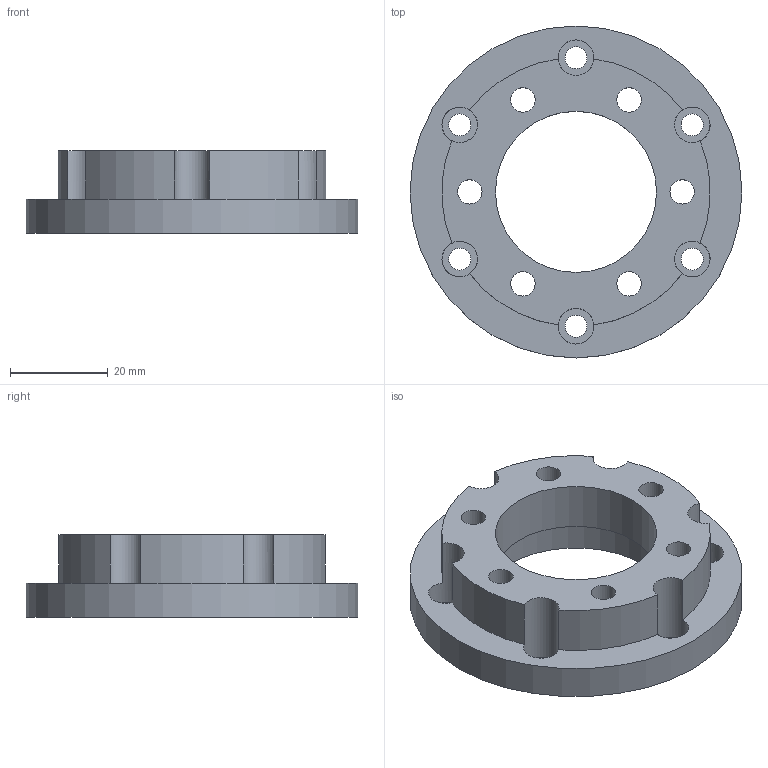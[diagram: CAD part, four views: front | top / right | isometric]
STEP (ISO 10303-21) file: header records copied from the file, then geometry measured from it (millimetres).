
FILE_DESCRIPTION(/* description */ (''),/* implementation_level */ '2;1');
FILE_NAME(/* name */ 'output_shaft_test_new_screw v2.step',/* time_stamp */ '2024-05-28T16:35:12+02:00',/* author */ (''),/* organization */ (''),/* preprocessor_version */ 'ST-DEVELOPER v20',/* originating_system */ 'Autodesk Translation Framework v13.14.0.145',/* authorisation */ '');
FILE_SCHEMA (('AUTOMOTIVE_DESIGN { 1 0 10303 214 3 1 1 }'));
Length unit declared in the file: millimetre
Products named in the file (1): output_shaft_test_new_screw
Bounding box: 68 x 68 x 17 mm (x, y, z)
Volume: 28185.1 mm3; surface area: 12893.6 mm2
Topology: 1 solids, 1 shells, 37 faces, 99 edges, 66 vertices
Faces by surface type: cylinder 27, plane 10
Full cylindrical faces by diameter (mm): 4.5 x6, 5 x6, 7.3 x6, 33 x1, 37.6 x1, 68 x1
Entity records: 1291 total; most frequent: DIRECTION 241, CARTESIAN_POINT 203, ORIENTED_EDGE 198, AXIS2_PLACEMENT_3D 104, EDGE_CURVE 99, CIRCLE 66, VERTEX_POINT 66, EDGE_LOOP 65
